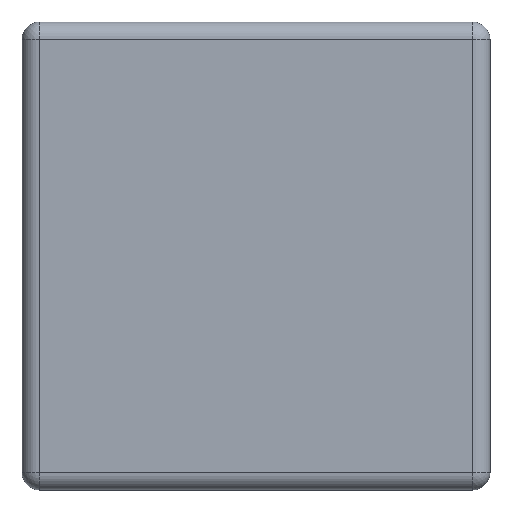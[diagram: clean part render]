
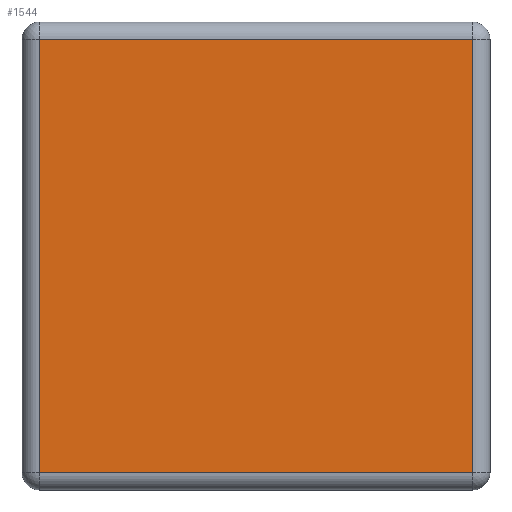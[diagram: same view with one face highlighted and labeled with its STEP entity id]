
A CAD part, left-side view. The second image highlights one B-rep face of the part: STEP entity #1544.
In plain terms, the highlighted planar face has unit normal (-1, 0, 0).
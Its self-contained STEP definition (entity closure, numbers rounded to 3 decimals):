
#269 = EDGE_CURVE('',#270,#272,#274,.T.);
#270 = VERTEX_POINT('',#271);
#271 = CARTESIAN_POINT('',(-27.,-25.,-25.));
#272 = VERTEX_POINT('',#273);
#273 = CARTESIAN_POINT('',(-27.,25.,-25.));
#274 = SURFACE_CURVE('',#275,(#279,#291),.PCURVE_S1.);
#275 = LINE('',#276,#277);
#276 = CARTESIAN_POINT('',(-27.,-25.,-25.));
#277 = VECTOR('',#278,1.);
#278 = DIRECTION('',(0.,1.,0.));
#279 = PCURVE('',#280,#285);
#280 = CYLINDRICAL_SURFACE('',#281,2.);
#281 = AXIS2_PLACEMENT_3D('',#282,#283,#284);
#282 = CARTESIAN_POINT('',(-25.,-25.,-25.));
#283 = DIRECTION('',(0.,1.,0.));
#284 = DIRECTION('',(0.,0.,1.));
#285 = DEFINITIONAL_REPRESENTATION('',(#286),#290);
#286 = LINE('',#287,#288);
#287 = CARTESIAN_POINT('',(-1.571,0.));
#288 = VECTOR('',#289,1.);
#289 = DIRECTION('',(-0.,1.));
#290 = ( GEOMETRIC_REPRESENTATION_CONTEXT(2) 
PARAMETRIC_REPRESENTATION_CONTEXT() REPRESENTATION_CONTEXT('2D SPACE',''
  ) );
#291 = PCURVE('',#292,#297);
#292 = PLANE('',#293);
#293 = AXIS2_PLACEMENT_3D('',#294,#295,#296);
#294 = CARTESIAN_POINT('',(-27.,-25.,-25.));
#295 = DIRECTION('',(1.,0.,0.));
#296 = DIRECTION('',(0.,0.,1.));
#297 = DEFINITIONAL_REPRESENTATION('',(#298),#302);
#298 = LINE('',#299,#300);
#299 = CARTESIAN_POINT('',(0.,0.));
#300 = VECTOR('',#301,1.);
#301 = DIRECTION('',(0.,-1.));
#302 = ( GEOMETRIC_REPRESENTATION_CONTEXT(2) 
PARAMETRIC_REPRESENTATION_CONTEXT() REPRESENTATION_CONTEXT('2D SPACE',''
  ) );
#866 = EDGE_CURVE('',#272,#867,#869,.T.);
#867 = VERTEX_POINT('',#868);
#868 = CARTESIAN_POINT('',(-27.,25.,25.));
#869 = SURFACE_CURVE('',#870,(#874,#886),.PCURVE_S1.);
#870 = LINE('',#871,#872);
#871 = CARTESIAN_POINT('',(-27.,25.,-25.));
#872 = VECTOR('',#873,1.);
#873 = DIRECTION('',(0.,0.,1.));
#874 = PCURVE('',#875,#880);
#875 = CYLINDRICAL_SURFACE('',#876,2.);
#876 = AXIS2_PLACEMENT_3D('',#877,#878,#879);
#877 = CARTESIAN_POINT('',(-25.,25.,-25.));
#878 = DIRECTION('',(0.,0.,1.));
#879 = DIRECTION('',(0.,-1.,0.));
#880 = DEFINITIONAL_REPRESENTATION('',(#881),#885);
#881 = LINE('',#882,#883);
#882 = CARTESIAN_POINT('',(-1.571,0.));
#883 = VECTOR('',#884,1.);
#884 = DIRECTION('',(-0.,1.));
#885 = ( GEOMETRIC_REPRESENTATION_CONTEXT(2) 
PARAMETRIC_REPRESENTATION_CONTEXT() REPRESENTATION_CONTEXT('2D SPACE',''
  ) );
#886 = PCURVE('',#292,#887);
#887 = DEFINITIONAL_REPRESENTATION('',(#888),#892);
#888 = LINE('',#889,#890);
#889 = CARTESIAN_POINT('',(0.,-50.));
#890 = VECTOR('',#891,1.);
#891 = DIRECTION('',(1.,0.));
#892 = ( GEOMETRIC_REPRESENTATION_CONTEXT(2) 
PARAMETRIC_REPRESENTATION_CONTEXT() REPRESENTATION_CONTEXT('2D SPACE',''
  ) );
#1048 = CYLINDRICAL_SURFACE('',#1049,2.);
#1049 = AXIS2_PLACEMENT_3D('',#1050,#1051,#1052);
#1050 = CARTESIAN_POINT('',(-25.,-25.,25.));
#1051 = DIRECTION('',(0.,1.,0.));
#1052 = DIRECTION('',(0.,0.,-1.));
#1160 = EDGE_CURVE('',#1161,#867,#1163,.T.);
#1161 = VERTEX_POINT('',#1162);
#1162 = CARTESIAN_POINT('',(-27.,-25.,25.));
#1163 = SURFACE_CURVE('',#1164,(#1168,#1175),.PCURVE_S1.);
#1164 = LINE('',#1165,#1166);
#1165 = CARTESIAN_POINT('',(-27.,-25.,25.));
#1166 = VECTOR('',#1167,1.);
#1167 = DIRECTION('',(0.,1.,0.));
#1168 = PCURVE('',#1048,#1169);
#1169 = DEFINITIONAL_REPRESENTATION('',(#1170),#1174);
#1170 = LINE('',#1171,#1172);
#1171 = CARTESIAN_POINT('',(1.571,0.));
#1172 = VECTOR('',#1173,1.);
#1173 = DIRECTION('',(0.,1.));
#1174 = ( GEOMETRIC_REPRESENTATION_CONTEXT(2) 
PARAMETRIC_REPRESENTATION_CONTEXT() REPRESENTATION_CONTEXT('2D SPACE',''
  ) );
#1175 = PCURVE('',#292,#1176);
#1176 = DEFINITIONAL_REPRESENTATION('',(#1177),#1181);
#1177 = LINE('',#1178,#1179);
#1178 = CARTESIAN_POINT('',(50.,0.));
#1179 = VECTOR('',#1180,1.);
#1180 = DIRECTION('',(0.,-1.));
#1181 = ( GEOMETRIC_REPRESENTATION_CONTEXT(2) 
PARAMETRIC_REPRESENTATION_CONTEXT() REPRESENTATION_CONTEXT('2D SPACE',''
  ) );
#1257 = EDGE_CURVE('',#270,#1161,#1258,.T.);
#1258 = SURFACE_CURVE('',#1259,(#1263,#1275),.PCURVE_S1.);
#1259 = LINE('',#1260,#1261);
#1260 = CARTESIAN_POINT('',(-27.,-25.,-25.));
#1261 = VECTOR('',#1262,1.);
#1262 = DIRECTION('',(0.,0.,1.));
#1263 = PCURVE('',#1264,#1269);
#1264 = CYLINDRICAL_SURFACE('',#1265,2.);
#1265 = AXIS2_PLACEMENT_3D('',#1266,#1267,#1268);
#1266 = CARTESIAN_POINT('',(-25.,-25.,-25.));
#1267 = DIRECTION('',(0.,0.,1.));
#1268 = DIRECTION('',(0.,1.,0.));
#1269 = DEFINITIONAL_REPRESENTATION('',(#1270),#1274);
#1270 = LINE('',#1271,#1272);
#1271 = CARTESIAN_POINT('',(1.571,0.));
#1272 = VECTOR('',#1273,1.);
#1273 = DIRECTION('',(0.,1.));
#1274 = ( GEOMETRIC_REPRESENTATION_CONTEXT(2) 
PARAMETRIC_REPRESENTATION_CONTEXT() REPRESENTATION_CONTEXT('2D SPACE',''
  ) );
#1275 = PCURVE('',#292,#1276);
#1276 = DEFINITIONAL_REPRESENTATION('',(#1277),#1281);
#1277 = LINE('',#1278,#1279);
#1278 = CARTESIAN_POINT('',(0.,0.));
#1279 = VECTOR('',#1280,1.);
#1280 = DIRECTION('',(1.,0.));
#1281 = ( GEOMETRIC_REPRESENTATION_CONTEXT(2) 
PARAMETRIC_REPRESENTATION_CONTEXT() REPRESENTATION_CONTEXT('2D SPACE',''
  ) );
#1544 = ADVANCED_FACE('',(#1545),#292,.F.);
#1545 = FACE_BOUND('',#1546,.F.);
#1546 = EDGE_LOOP('',(#1547,#1548,#1549,#1550));
#1547 = ORIENTED_EDGE('',*,*,#1257,.F.);
#1548 = ORIENTED_EDGE('',*,*,#269,.T.);
#1549 = ORIENTED_EDGE('',*,*,#866,.T.);
#1550 = ORIENTED_EDGE('',*,*,#1160,.F.);
